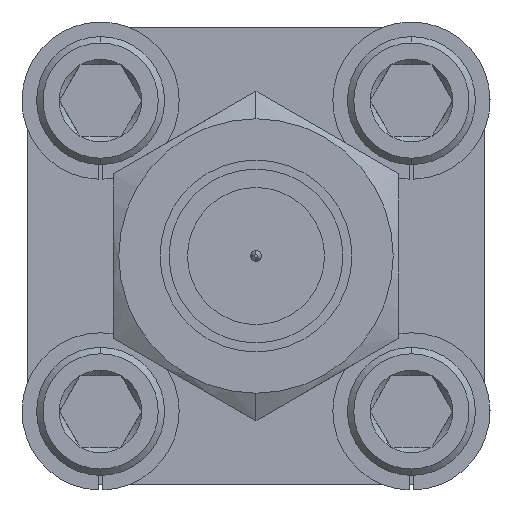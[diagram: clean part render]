
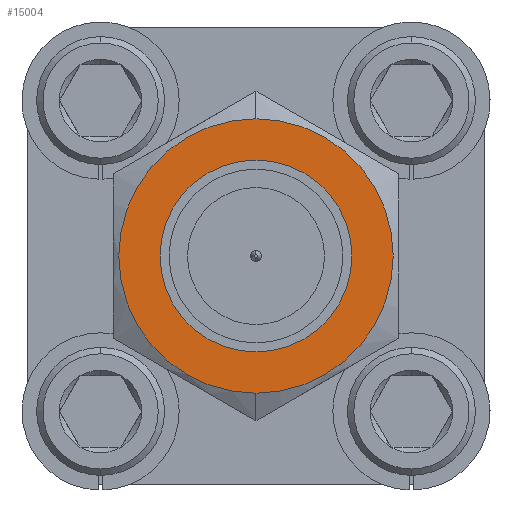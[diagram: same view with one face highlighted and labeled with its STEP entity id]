
A CAD part, left-side view. The second image highlights one B-rep face of the part: STEP entity #15004.
In plain terms, the highlighted planar face has unit normal (-1, 0, 0).
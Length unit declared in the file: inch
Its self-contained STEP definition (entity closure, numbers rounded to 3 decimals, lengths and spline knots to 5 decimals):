
#18 = ORIENTED_EDGE ( 'NONE', *, *, #7272, .F. ) ;
#798 = EDGE_CURVE ( 'NONE', #6465, #6308, #3283, .T. ) ;
#1630 = DIRECTION ( 'NONE',  ( 0., 0., -1. ) ) ;
#2580 = CARTESIAN_POINT ( 'NONE',  ( -1.96341, -0.10272, 0.73901 ) ) ;
#2708 = DIRECTION ( 'NONE',  ( 0., 0., -1. ) ) ;
#3283 = CIRCLE ( 'NONE', #14137, 0.15013 ) ;
#3938 = CARTESIAN_POINT ( 'NONE',  ( -1.96341, -0.10272, 0.84401 ) ) ;
#4107 = CIRCLE ( 'NONE', #8779, 0.15013 ) ;
#4418 = CARTESIAN_POINT ( 'NONE',  ( -1.96341, -0.10272, 0.84401 ) ) ;
#5134 = EDGE_LOOP ( 'NONE', ( #17344, #15444 ) ) ;
#5215 = DIRECTION ( 'NONE',  ( -1., 0., 0. ) ) ;
#5504 = AXIS2_PLACEMENT_3D ( 'NONE', #18815, #17456, #7199 ) ;
#6308 = VERTEX_POINT ( 'NONE', #16991 ) ;
#6465 = VERTEX_POINT ( 'NONE', #16848 ) ;
#6538 = VERTEX_POINT ( 'NONE', #2580 ) ;
#7113 = DIRECTION ( 'NONE',  ( 1., 0., 0. ) ) ;
#7199 = DIRECTION ( 'NONE',  ( 0., 0., 1. ) ) ;
#7272 = EDGE_CURVE ( 'NONE', #18290, #6538, #8715, .T. ) ;
#8065 = EDGE_LOOP ( 'NONE', ( #14122, #18 ) ) ;
#8210 = AXIS2_PLACEMENT_3D ( 'NONE', #3938, #5215, #18566 ) ;
#8677 = DIRECTION ( 'NONE',  ( 0., 0., 1. ) ) ;
#8715 = CIRCLE ( 'NONE', #16969, 0.105 ) ;
#8779 = AXIS2_PLACEMENT_3D ( 'NONE', #14375, #7113, #2708 ) ;
#11267 = PLANE ( 'NONE',  #8210 ) ;
#11577 = CARTESIAN_POINT ( 'NONE',  ( -1.96341, -0.10272, 0.84401 ) ) ;
#12283 = EDGE_CURVE ( 'NONE', #6538, #18290, #14701, .T. ) ;
#14122 = ORIENTED_EDGE ( 'NONE', *, *, #12283, .F. ) ;
#14137 = AXIS2_PLACEMENT_3D ( 'NONE', #4418, #14797, #1630 ) ;
#14375 = CARTESIAN_POINT ( 'NONE',  ( -1.96341, -0.10272, 0.84401 ) ) ;
#14701 = CIRCLE ( 'NONE', #5504, 0.105 ) ;
#14797 = DIRECTION ( 'NONE',  ( 1., 0., 0. ) ) ;
#15004 = ADVANCED_FACE ( 'NONE', ( #18903, #16574 ), #11267, .T. ) ;
#15444 = ORIENTED_EDGE ( 'NONE', *, *, #798, .F. ) ;
#15865 = CARTESIAN_POINT ( 'NONE',  ( -1.96341, -0.10272, 0.94901 ) ) ;
#16574 = FACE_OUTER_BOUND ( 'NONE', #5134, .T. ) ;
#16848 = CARTESIAN_POINT ( 'NONE',  ( -1.96341, -0.10272, 0.99415 ) ) ;
#16969 = AXIS2_PLACEMENT_3D ( 'NONE', #11577, #17459, #8677 ) ;
#16991 = CARTESIAN_POINT ( 'NONE',  ( -1.96341, -0.10272, 0.69388 ) ) ;
#17344 = ORIENTED_EDGE ( 'NONE', *, *, #18530, .F. ) ;
#17456 = DIRECTION ( 'NONE',  ( -1., 0., 0. ) ) ;
#17459 = DIRECTION ( 'NONE',  ( -1., 0., 0. ) ) ;
#18290 = VERTEX_POINT ( 'NONE', #15865 ) ;
#18530 = EDGE_CURVE ( 'NONE', #6308, #6465, #4107, .T. ) ;
#18566 = DIRECTION ( 'NONE',  ( 0., 0., 1. ) ) ;
#18815 = CARTESIAN_POINT ( 'NONE',  ( -1.96341, -0.10272, 0.84401 ) ) ;
#18903 = FACE_BOUND ( 'NONE', #8065, .T. ) ;
